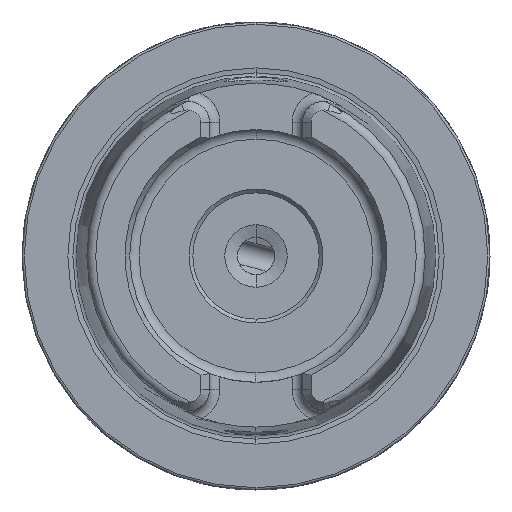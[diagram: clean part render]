
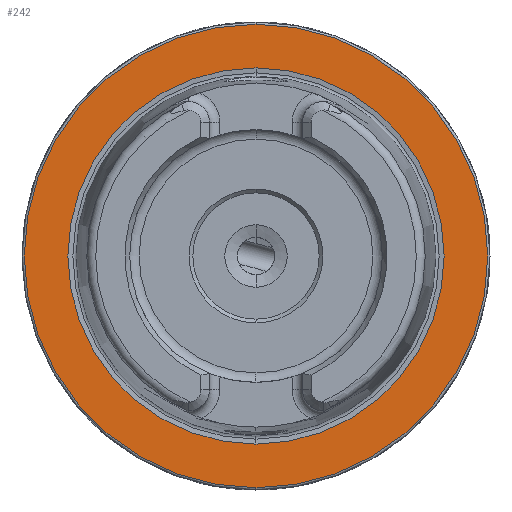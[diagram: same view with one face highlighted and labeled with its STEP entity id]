
A CAD part, left-side view. The second image highlights one B-rep face of the part: STEP entity #242.
In plain terms, the highlighted planar face has unit normal (-1, 0, 0).
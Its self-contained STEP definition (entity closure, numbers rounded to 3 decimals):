
#242 = ADVANCED_FACE ( 'NONE', ( #1604, #10554 ), #9875, .F. ) ;
#805 = CARTESIAN_POINT ( 'NONE',  ( 0., 0., 0. ) ) ;
#913 = EDGE_CURVE ( 'NONE', #6968, #5711, #3289, .T. ) ;
#927 = AXIS2_PLACEMENT_3D ( 'NONE', #9014, #8919, #9175 ) ;
#981 = EDGE_LOOP ( 'NONE', ( #3499, #3782 ) ) ;
#1069 = AXIS2_PLACEMENT_3D ( 'NONE', #4569, #11003, #5506 ) ;
#1558 = ORIENTED_EDGE ( 'NONE', *, *, #10956, .T. ) ;
#1604 = FACE_BOUND ( 'NONE', #981, .T. ) ;
#3271 = CARTESIAN_POINT ( 'NONE',  ( 0., 0., -25.324 ) ) ;
#3289 = CIRCLE ( 'NONE', #5580, 31.2 ) ;
#3480 = CIRCLE ( 'NONE', #5594, 31.2 ) ;
#3499 = ORIENTED_EDGE ( 'NONE', *, *, #9687, .F. ) ;
#3619 = VERTEX_POINT ( 'NONE', #11552 ) ;
#3633 = CARTESIAN_POINT ( 'NONE',  ( 0., 0., 31.2 ) ) ;
#3782 = ORIENTED_EDGE ( 'NONE', *, *, #6750, .F. ) ;
#4569 = CARTESIAN_POINT ( 'NONE',  ( 0., 0., 0. ) ) ;
#4926 = CARTESIAN_POINT ( 'NONE',  ( 0., 0., 0. ) ) ;
#5506 = DIRECTION ( 'NONE',  ( 0., 0., 1. ) ) ;
#5580 = AXIS2_PLACEMENT_3D ( 'NONE', #805, #9244, #6385 ) ;
#5594 = AXIS2_PLACEMENT_3D ( 'NONE', #4926, #11329, #5863 ) ;
#5711 = VERTEX_POINT ( 'NONE', #3633 ) ;
#5863 = DIRECTION ( 'NONE',  ( 0., 0., 1. ) ) ;
#6385 = DIRECTION ( 'NONE',  ( 0., 0., 1. ) ) ;
#6443 = VERTEX_POINT ( 'NONE', #3271 ) ;
#6750 = EDGE_CURVE ( 'NONE', #6443, #3619, #10085, .T. ) ;
#6968 = VERTEX_POINT ( 'NONE', #11382 ) ;
#8919 = DIRECTION ( 'NONE',  ( -1., 0., 0. ) ) ;
#9014 = CARTESIAN_POINT ( 'NONE',  ( 0., 0., 0. ) ) ;
#9175 = DIRECTION ( 'NONE',  ( 0., 0., 1. ) ) ;
#9244 = DIRECTION ( 'NONE',  ( -1., 0., 0. ) ) ;
#9409 = DIRECTION ( 'NONE',  ( 0., 0., -1. ) ) ;
#9446 = DIRECTION ( 'NONE',  ( 1., 0., 0. ) ) ;
#9485 = CARTESIAN_POINT ( 'NONE',  ( 0., 31.2, 0. ) ) ;
#9687 = EDGE_CURVE ( 'NONE', #3619, #6443, #10050, .T. ) ;
#9875 = PLANE ( 'NONE',  #10163 ) ;
#10050 = CIRCLE ( 'NONE', #1069, 25.324 ) ;
#10085 = CIRCLE ( 'NONE', #927, 25.324 ) ;
#10163 = AXIS2_PLACEMENT_3D ( 'NONE', #9485, #9446, #9409 ) ;
#10554 = FACE_OUTER_BOUND ( 'NONE', #11930, .T. ) ;
#10956 = EDGE_CURVE ( 'NONE', #5711, #6968, #3480, .T. ) ;
#11003 = DIRECTION ( 'NONE',  ( -1., 0., 0. ) ) ;
#11056 = ORIENTED_EDGE ( 'NONE', *, *, #913, .T. ) ;
#11329 = DIRECTION ( 'NONE',  ( -1., 0., 0. ) ) ;
#11382 = CARTESIAN_POINT ( 'NONE',  ( 0., 0., -31.2 ) ) ;
#11552 = CARTESIAN_POINT ( 'NONE',  ( 0., 0., 25.324 ) ) ;
#11930 = EDGE_LOOP ( 'NONE', ( #1558, #11056 ) ) ;
